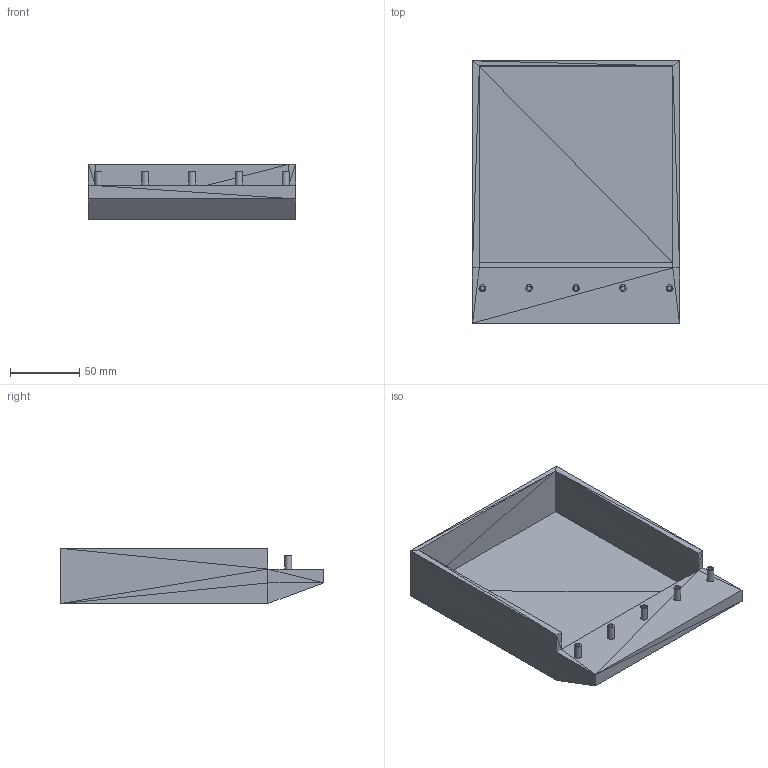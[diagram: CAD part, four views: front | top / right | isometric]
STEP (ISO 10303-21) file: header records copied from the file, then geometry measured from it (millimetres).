
FILE_DESCRIPTION(('FreeCAD Model'),'2;1');
FILE_NAME('Open CASCADE Shape Model','2025-05-23T16:52:52',('FreeCAD'),( 'FreeCAD'),'Open CASCADE STEP processor 7.8','FreeCAD','Unknown');
FILE_SCHEMA(('AUTOMOTIVE_DESIGN { 1 0 10303 214 1 1 1 1 }'));
Length unit declared in the file: millimetre
Products named in the file (1): Open CASCADE STEP translator 7.8 1
Bounding box: 150 x 190 x 40 mm (x, y, z)
Volume: 47989.5 mm3; surface area: 117945.6 mm2
Topology: 7 solids, 63 shells, 86 faces, 216 edges, 200 vertices
Faces by surface type: plane 76, cylinder 10
Full cylindrical faces by diameter (mm): 3 x5, 5 x5
Entity records: 2614 total; most frequent: CARTESIAN_POINT 503, DIRECTION 410, ORIENTED_EDGE 264, EDGE_CURVE 216, VERTEX_POINT 200, LINE 196, VECTOR 196, AXIS2_PLACEMENT_3D 107
